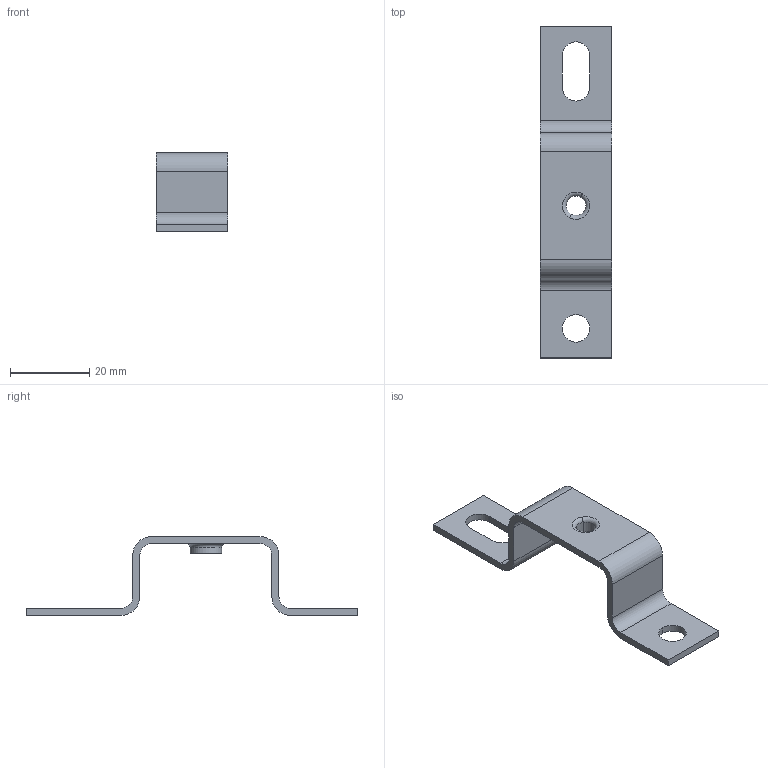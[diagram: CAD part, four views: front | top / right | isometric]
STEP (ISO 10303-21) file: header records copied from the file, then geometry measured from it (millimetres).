
FILE_DESCRIPTION(('CATIA V5 STEP Exchange','CAx-IF Rec.Pracs.--- Model Styling and Organization---1.4--- 2014-01-23'),'2;1');
FILE_NAME ('001002-3_1_0101700000_0101700000.stp','2021-12-06T07:06:04+00:00',('none'),('Weidmueller'),'CATIA Version 5-6 Release 2016 SP3 HF44','CATIA V5 STEP AP214','none');
FILE_SCHEMA(('AUTOMOTIVE_DESIGN { 1 0 10303 214 1 1 1 1 }'));
Length unit declared in the file: millimetre
Products named in the file (1): 12110_TST_2_M...
Bounding box: 18 x 84 x 20 mm (x, y, z)
Volume: 3490.8 mm3; surface area: 4484.3 mm2
Topology: 1 solids, 1 shells, 37 faces, 98 edges, 64 vertices
Faces by surface type: plane 17, cylinder 16, torus 4
Entity records: 1129 total; most frequent: ORIENTED_EDGE 196, CARTESIAN_POINT 195, DIRECTION 162, EDGE_CURVE 98, AXIS2_PLACEMENT_3D 73, VERTEX_POINT 64, VECTOR 58, LINE 58
